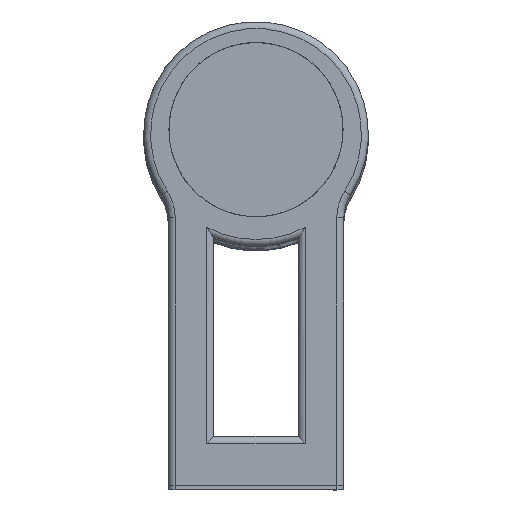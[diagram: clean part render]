
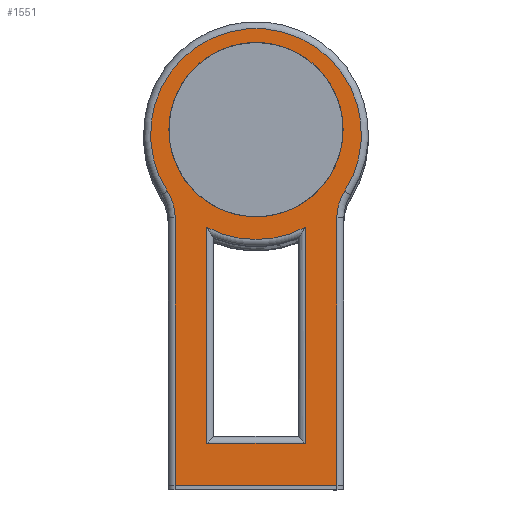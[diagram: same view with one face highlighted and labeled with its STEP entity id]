
A CAD part, top view. The second image highlights one B-rep face of the part: STEP entity #1551.
In plain terms, the highlighted planar face has unit normal (0, 0, 1).
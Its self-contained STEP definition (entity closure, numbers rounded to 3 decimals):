
#150=LINE('',#2476,#209);
#153=LINE('',#2500,#212);
#154=LINE('',#2503,#213);
#159=LINE('',#2535,#218);
#160=LINE('',#2543,#219);
#161=LINE('',#2544,#220);
#209=VECTOR('',#1942,30.734);
#212=VECTOR('',#1951,14.);
#213=VECTOR('',#1954,30.734);
#218=VECTOR('',#1975,38.094);
#219=VECTOR('',#1982,38.094);
#220=VECTOR('',#1983,23.);
#267=PLANE('',#1686);
#310=FACE_BOUND('',#474,.T.);
#311=FACE_BOUND('',#475,.T.);
#312=FACE_BOUND('',#476,.T.);
#474=EDGE_LOOP('',(#1125));
#475=EDGE_LOOP('',(#1126,#1127,#1128,#1129,#1130,#1131));
#476=EDGE_LOOP('',(#1132,#1133,#1134,#1135));
#611=CIRCLE('',#1681,15.);
#614=CIRCLE('',#1687,12.4);
#615=CIRCLE('',#1688,7.);
#616=CIRCLE('',#1689,15.);
#617=CIRCLE('',#1690,7.);
#719=VERTEX_POINT('',#2474);
#720=VERTEX_POINT('',#2475);
#724=VERTEX_POINT('',#2498);
#725=VERTEX_POINT('',#2502);
#728=VERTEX_POINT('',#2531);
#729=VERTEX_POINT('',#2533);
#730=VERTEX_POINT('',#2534);
#731=VERTEX_POINT('',#2536);
#732=VERTEX_POINT('',#2538);
#733=VERTEX_POINT('',#2540);
#734=VERTEX_POINT('',#2542);
#873=EDGE_CURVE('',#719,#720,#150,.T.);
#879=EDGE_CURVE('',#724,#719,#153,.T.);
#880=EDGE_CURVE('',#725,#724,#154,.T.);
#883=EDGE_CURVE('',#720,#725,#611,.T.);
#889=EDGE_CURVE('',#728,#728,#614,.T.);
#890=EDGE_CURVE('',#729,#730,#159,.T.);
#891=EDGE_CURVE('',#731,#729,#615,.T.);
#892=EDGE_CURVE('',#732,#731,#616,.T.);
#893=EDGE_CURVE('',#733,#732,#617,.T.);
#894=EDGE_CURVE('',#734,#733,#160,.T.);
#895=EDGE_CURVE('',#734,#730,#161,.T.);
#1125=ORIENTED_EDGE('',*,*,#889,.T.);
#1126=ORIENTED_EDGE('',*,*,#890,.F.);
#1127=ORIENTED_EDGE('',*,*,#891,.F.);
#1128=ORIENTED_EDGE('',*,*,#892,.F.);
#1129=ORIENTED_EDGE('',*,*,#893,.F.);
#1130=ORIENTED_EDGE('',*,*,#894,.F.);
#1131=ORIENTED_EDGE('',*,*,#895,.T.);
#1132=ORIENTED_EDGE('',*,*,#873,.F.);
#1133=ORIENTED_EDGE('',*,*,#879,.F.);
#1134=ORIENTED_EDGE('',*,*,#880,.F.);
#1135=ORIENTED_EDGE('',*,*,#883,.F.);
#1551=ADVANCED_FACE('',(#310,#311,#312),#267,.T.);
#1681=AXIS2_PLACEMENT_3D('',#2521,#1958,#1959);
#1686=AXIS2_PLACEMENT_3D('',#2530,#1971,#1972);
#1687=AXIS2_PLACEMENT_3D('',#2532,#1973,#1974);
#1688=AXIS2_PLACEMENT_3D('',#2537,#1976,#1977);
#1689=AXIS2_PLACEMENT_3D('',#2539,#1978,#1979);
#1690=AXIS2_PLACEMENT_3D('',#2541,#1980,#1981);
#1942=DIRECTION('',(0.,1.,0.));
#1951=DIRECTION('',(1.,0.,0.));
#1954=DIRECTION('',(0.,-1.,0.));
#1958=DIRECTION('center_axis',(0.,0.,-1.));
#1959=DIRECTION('ref_axis',(0.,-1.,0.));
#1971=DIRECTION('center_axis',(0.,0.,1.));
#1972=DIRECTION('ref_axis',(1.,0.,0.));
#1973=DIRECTION('center_axis',(0.,0.,-1.));
#1974=DIRECTION('ref_axis',(-1.,0.,0.));
#1975=DIRECTION('',(0.,-1.,0.));
#1976=DIRECTION('center_axis',(0.,0.,1.));
#1977=DIRECTION('ref_axis',(-0.959,0.282,0.));
#1978=DIRECTION('center_axis',(0.,0.,-1.));
#1979=DIRECTION('ref_axis',(0.,1.,0.));
#1980=DIRECTION('center_axis',(0.,0.,1.));
#1981=DIRECTION('ref_axis',(0.959,0.282,0.));
#1982=DIRECTION('',(0.,1.,0.));
#1983=DIRECTION('',(1.,0.,0.));
#2474=CARTESIAN_POINT('',(7.,-44.,7.));
#2475=CARTESIAN_POINT('',(7.,-13.266,7.));
#2476=CARTESIAN_POINT('',(7.,-32.08,7.));
#2498=CARTESIAN_POINT('',(-7.,-44.,7.));
#2500=CARTESIAN_POINT('',(-3.,-44.,7.));
#2502=CARTESIAN_POINT('',(-7.,-13.266,7.));
#2503=CARTESIAN_POINT('',(-7.,-17.996,7.));
#2521=CARTESIAN_POINT('Origin',(0.,0.,7.));
#2530=CARTESIAN_POINT('Origin',(0.,-21.159,
7.));
#2531=CARTESIAN_POINT('',(12.4,0.626,7.));
#2532=CARTESIAN_POINT('Origin',(0.,0.626,7.));
#2533=CARTESIAN_POINT('',(11.5,-11.906,7.));
#2534=CARTESIAN_POINT('',(11.5,-50.,7.));
#2535=CARTESIAN_POINT('',(11.5,-35.58,7.));
#2536=CARTESIAN_POINT('',(12.614,-8.118,7.));
#2537=CARTESIAN_POINT('Origin',(18.5,-11.906,7.));
#2538=CARTESIAN_POINT('',(-12.614,-8.118,7.));
#2539=CARTESIAN_POINT('Origin',(0.,0.,7.));
#2540=CARTESIAN_POINT('',(-11.5,-11.906,7.));
#2541=CARTESIAN_POINT('Origin',(-18.5,-11.906,7.));
#2542=CARTESIAN_POINT('',(-11.5,-50.,7.));
#2543=CARTESIAN_POINT('',(-11.5,-16.533,7.));
#2544=CARTESIAN_POINT('',(-11.,-50.,7.));
